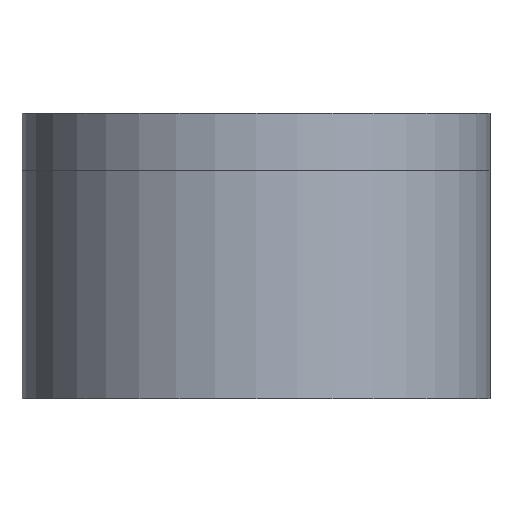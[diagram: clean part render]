
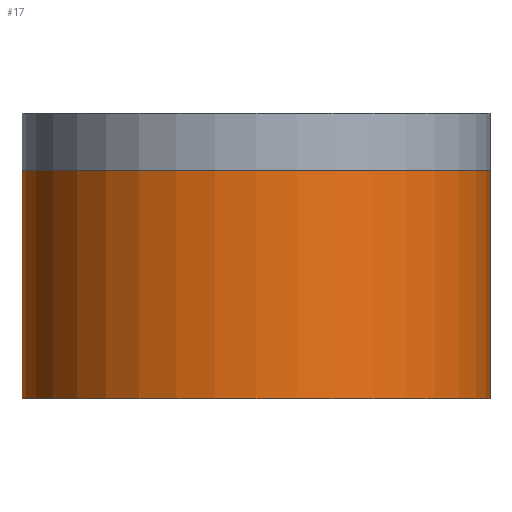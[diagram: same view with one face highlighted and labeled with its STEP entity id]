
A CAD part, front view. The second image highlights one B-rep face of the part: STEP entity #17.
In plain terms, the highlighted cylindrical face has radius 41 mm (diameter 82 mm), a full revolution.
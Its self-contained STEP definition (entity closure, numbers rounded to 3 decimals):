
#17 = ADVANCED_FACE('',(#18),#31,.T.);
#18 = FACE_BOUND('',#19,.F.);
#19 = EDGE_LOOP('',(#20,#58,#81,#110,#137));
#20 = ORIENTED_EDGE('',*,*,#21,.F.);
#21 = EDGE_CURVE('',#22,#22,#24,.T.);
#22 = VERTEX_POINT('',#23);
#23 = CARTESIAN_POINT('',(41.,0.,0.));
#24 = SURFACE_CURVE('',#25,(#30,#42),.PCURVE_S1.);
#25 = CIRCLE('',#26,41.);
#26 = AXIS2_PLACEMENT_3D('',#27,#28,#29);
#27 = CARTESIAN_POINT('',(0.,0.,0.));
#28 = DIRECTION('',(-0.,0.,1.));
#29 = DIRECTION('',(1.,0.,0.));
#30 = PCURVE('',#31,#36);
#31 = CYLINDRICAL_SURFACE('',#32,41.);
#32 = AXIS2_PLACEMENT_3D('',#33,#34,#35);
#33 = CARTESIAN_POINT('',(0.,0.,0.));
#34 = DIRECTION('',(0.,0.,-1.));
#35 = DIRECTION('',(1.,0.,0.));
#36 = DEFINITIONAL_REPRESENTATION('',(#37),#41);
#37 = LINE('',#38,#39);
#38 = CARTESIAN_POINT('',(-0.,0.));
#39 = VECTOR('',#40,1.);
#40 = DIRECTION('',(-1.,0.));
#41 = ( GEOMETRIC_REPRESENTATION_CONTEXT(2) 
PARAMETRIC_REPRESENTATION_CONTEXT() REPRESENTATION_CONTEXT('2D SPACE',''
  ) );
#42 = PCURVE('',#43,#48);
#43 = PLANE('',#44);
#44 = AXIS2_PLACEMENT_3D('',#45,#46,#47);
#45 = CARTESIAN_POINT('',(0.,0.,
    0.));
#46 = DIRECTION('',(0.,0.,-1.));
#47 = DIRECTION('',(0.,1.,0.));
#48 = DEFINITIONAL_REPRESENTATION('',(#49),#57);
#49 = ( BOUNDED_CURVE() B_SPLINE_CURVE(2,(#50,#51,#52,#53,#54,#55,#56),
.UNSPECIFIED.,.T.,.F.) B_SPLINE_CURVE_WITH_KNOTS((1,2,2,2,2,1),(
    -2.094,0.,2.094,4.189,6.283,
8.378),.UNSPECIFIED.) CURVE() GEOMETRIC_REPRESENTATION_ITEM() 
RATIONAL_B_SPLINE_CURVE((1.,0.5,1.,0.5,1.,0.5,1.)) REPRESENTATION_ITEM(
  '') );
#50 = CARTESIAN_POINT('',(0.,41.));
#51 = CARTESIAN_POINT('',(71.014,41.));
#52 = CARTESIAN_POINT('',(35.507,-20.5));
#53 = CARTESIAN_POINT('',(0.,-82.));
#54 = CARTESIAN_POINT('',(-35.507,-20.5));
#55 = CARTESIAN_POINT('',(-71.014,41.));
#56 = CARTESIAN_POINT('',(0.,41.));
#57 = ( GEOMETRIC_REPRESENTATION_CONTEXT(2) 
PARAMETRIC_REPRESENTATION_CONTEXT() REPRESENTATION_CONTEXT('2D SPACE',''
  ) );
#58 = ORIENTED_EDGE('',*,*,#59,.T.);
#59 = EDGE_CURVE('',#22,#60,#62,.T.);
#60 = VERTEX_POINT('',#61);
#61 = CARTESIAN_POINT('',(41.,0.,40.));
#62 = SEAM_CURVE('',#63,(#67,#74),.PCURVE_S1.);
#63 = LINE('',#64,#65);
#64 = CARTESIAN_POINT('',(41.,0.,0.));
#65 = VECTOR('',#66,1.);
#66 = DIRECTION('',(0.,0.,1.));
#67 = PCURVE('',#31,#68);
#68 = DEFINITIONAL_REPRESENTATION('',(#69),#73);
#69 = LINE('',#70,#71);
#70 = CARTESIAN_POINT('',(-6.283,0.));
#71 = VECTOR('',#72,1.);
#72 = DIRECTION('',(-0.,-1.));
#73 = ( GEOMETRIC_REPRESENTATION_CONTEXT(2) 
PARAMETRIC_REPRESENTATION_CONTEXT() REPRESENTATION_CONTEXT('2D SPACE',''
  ) );
#74 = PCURVE('',#31,#75);
#75 = DEFINITIONAL_REPRESENTATION('',(#76),#80);
#76 = LINE('',#77,#78);
#77 = CARTESIAN_POINT('',(-0.,0.));
#78 = VECTOR('',#79,1.);
#79 = DIRECTION('',(-0.,-1.));
#80 = ( GEOMETRIC_REPRESENTATION_CONTEXT(2) 
PARAMETRIC_REPRESENTATION_CONTEXT() REPRESENTATION_CONTEXT('2D SPACE',''
  ) );
#81 = ORIENTED_EDGE('',*,*,#82,.F.);
#82 = EDGE_CURVE('',#83,#60,#85,.T.);
#83 = VERTEX_POINT('',#84);
#84 = CARTESIAN_POINT('',(-41.,0.,40.));
#85 = SURFACE_CURVE('',#86,(#91,#98),.PCURVE_S1.);
#86 = CIRCLE('',#87,41.);
#87 = AXIS2_PLACEMENT_3D('',#88,#89,#90);
#88 = CARTESIAN_POINT('',(0.,0.,40.));
#89 = DIRECTION('',(0.,0.,-1.));
#90 = DIRECTION('',(1.,0.,0.));
#91 = PCURVE('',#31,#92);
#92 = DEFINITIONAL_REPRESENTATION('',(#93),#97);
#93 = LINE('',#94,#95);
#94 = CARTESIAN_POINT('',(-6.283,-40.));
#95 = VECTOR('',#96,1.);
#96 = DIRECTION('',(1.,-0.));
#97 = ( GEOMETRIC_REPRESENTATION_CONTEXT(2) 
PARAMETRIC_REPRESENTATION_CONTEXT() REPRESENTATION_CONTEXT('2D SPACE',''
  ) );
#98 = PCURVE('',#99,#104);
#99 = PLANE('',#100);
#100 = AXIS2_PLACEMENT_3D('',#101,#102,#103);
#101 = CARTESIAN_POINT('',(0.,0.,40.));
#102 = DIRECTION('',(0.,0.,-1.));
#103 = DIRECTION('',(0.,1.,0.));
#104 = DEFINITIONAL_REPRESENTATION('',(#105),#109);
#105 = CIRCLE('',#106,41.);
#106 = AXIS2_PLACEMENT_2D('',#107,#108);
#107 = CARTESIAN_POINT('',(0.,0.));
#108 = DIRECTION('',(0.,1.));
#109 = ( GEOMETRIC_REPRESENTATION_CONTEXT(2) 
PARAMETRIC_REPRESENTATION_CONTEXT() REPRESENTATION_CONTEXT('2D SPACE',''
  ) );
#110 = ORIENTED_EDGE('',*,*,#111,.F.);
#111 = EDGE_CURVE('',#60,#83,#112,.T.);
#112 = SURFACE_CURVE('',#113,(#118,#125),.PCURVE_S1.);
#113 = CIRCLE('',#114,41.);
#114 = AXIS2_PLACEMENT_3D('',#115,#116,#117);
#115 = CARTESIAN_POINT('',(0.,0.,40.));
#116 = DIRECTION('',(0.,0.,-1.));
#117 = DIRECTION('',(1.,0.,0.));
#118 = PCURVE('',#31,#119);
#119 = DEFINITIONAL_REPRESENTATION('',(#120),#124);
#120 = LINE('',#121,#122);
#121 = CARTESIAN_POINT('',(-6.283,-40.));
#122 = VECTOR('',#123,1.);
#123 = DIRECTION('',(1.,-0.));
#124 = ( GEOMETRIC_REPRESENTATION_CONTEXT(2) 
PARAMETRIC_REPRESENTATION_CONTEXT() REPRESENTATION_CONTEXT('2D SPACE',''
  ) );
#125 = PCURVE('',#126,#131);
#126 = PLANE('',#127);
#127 = AXIS2_PLACEMENT_3D('',#128,#129,#130);
#128 = CARTESIAN_POINT('',(0.,0.,40.));
#129 = DIRECTION('',(0.,0.,-1.));
#130 = DIRECTION('',(0.,1.,0.));
#131 = DEFINITIONAL_REPRESENTATION('',(#132),#136);
#132 = CIRCLE('',#133,41.);
#133 = AXIS2_PLACEMENT_2D('',#134,#135);
#134 = CARTESIAN_POINT('',(0.,0.));
#135 = DIRECTION('',(0.,1.));
#136 = ( GEOMETRIC_REPRESENTATION_CONTEXT(2) 
PARAMETRIC_REPRESENTATION_CONTEXT() REPRESENTATION_CONTEXT('2D SPACE',''
  ) );
#137 = ORIENTED_EDGE('',*,*,#59,.F.);
